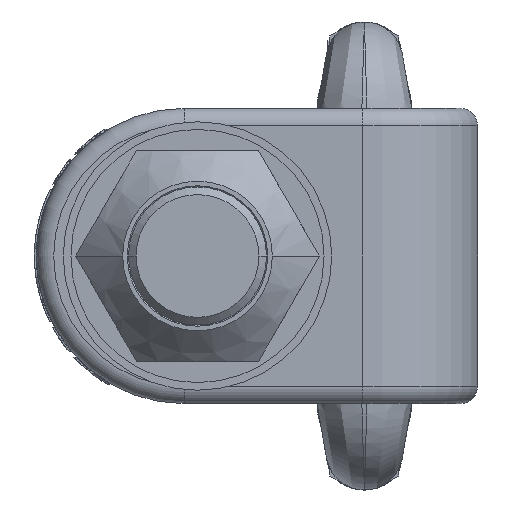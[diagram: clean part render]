
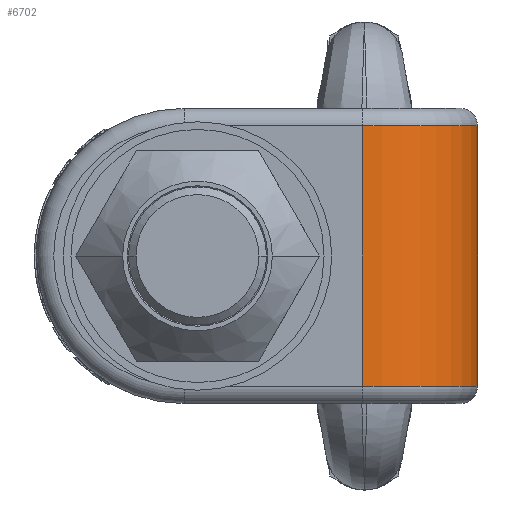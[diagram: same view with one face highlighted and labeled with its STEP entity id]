
A CAD part, front view. The second image highlights one B-rep face of the part: STEP entity #6702.
In plain terms, the highlighted cylindrical face has radius 30 mm (diameter 60 mm), a partial arc.
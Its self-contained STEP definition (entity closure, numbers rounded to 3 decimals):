
#14=DIRECTION('',(0.,0.,1.));
#15=VECTOR('',#14,68.);
#16=CARTESIAN_POINT('',(-32.,0.,-34.));
#17=LINE('',#16,#15);
#66=CARTESIAN_POINT('',(-32.,30.,-34.));
#67=DIRECTION('',(0.,0.,-1.));
#68=DIRECTION('',(0.,1.,0.));
#69=AXIS2_PLACEMENT_3D('',#66,#67,#68);
#71=CARTESIAN_POINT('',(-32.,30.,34.));
#72=DIRECTION('',(0.,0.,1.));
#73=DIRECTION('',(0.,-1.,0.));
#74=AXIS2_PLACEMENT_3D('',#71,#72,#73);
#5255=DIRECTION('',(0.,0.,-1.));
#5256=VECTOR('',#5255,68.);
#5257=CARTESIAN_POINT('',(-32.,60.,34.));
#5258=LINE('',#5257,#5256);
#5497=CARTESIAN_POINT('',(-32.,60.,34.));
#5499=VERTEX_POINT('',#5497);
#5507=CARTESIAN_POINT('',(-32.,60.,-34.));
#5508=VERTEX_POINT('',#5507);
#5511=CARTESIAN_POINT('',(-32.,0.,-34.));
#5512=VERTEX_POINT('',#5511);
#5523=CARTESIAN_POINT('',(-32.,0.,34.));
#5524=VERTEX_POINT('',#5523);
#6689=CARTESIAN_POINT('',(-32.,30.,138.877));
#6690=DIRECTION('',(0.,0.,-1.));
#6691=DIRECTION('',(0.,1.,0.));
#6692=AXIS2_PLACEMENT_3D('',#6689,#6690,#6691);
#6693=CYLINDRICAL_SURFACE('',#6692,30.);
#6694=ORIENTED_EDGE('',*,*,#6683,.T.);
#6695=ORIENTED_EDGE('',*,*,#6614,.T.);
#6697=ORIENTED_EDGE('',*,*,#6696,.T.);
#6699=ORIENTED_EDGE('',*,*,#6698,.T.);
#6700=EDGE_LOOP('',(#6694,#6695,#6697,#6699));
#6701=FACE_OUTER_BOUND('',#6700,.F.);
#6702=ADVANCED_FACE('',(#6701),#6693,.T.);
#70=CIRCLE('',#69,30.);
#75=CIRCLE('',#74,30.);
#6614=EDGE_CURVE('',#5512,#5524,#17,.T.);
#6683=EDGE_CURVE('',#5508,#5512,#70,.T.);
#6696=EDGE_CURVE('',#5524,#5499,#75,.T.);
#6698=EDGE_CURVE('',#5499,#5508,#5258,.T.);
